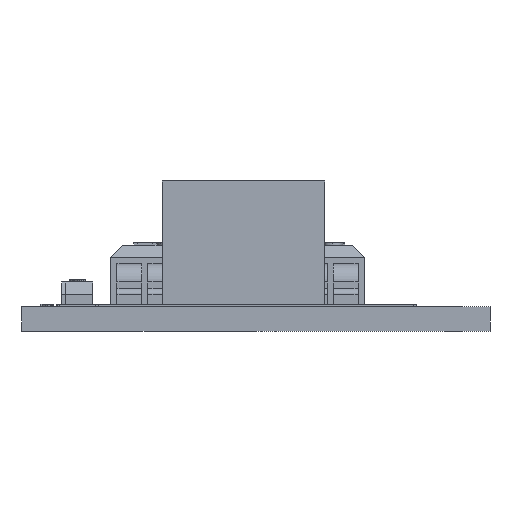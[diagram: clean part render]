
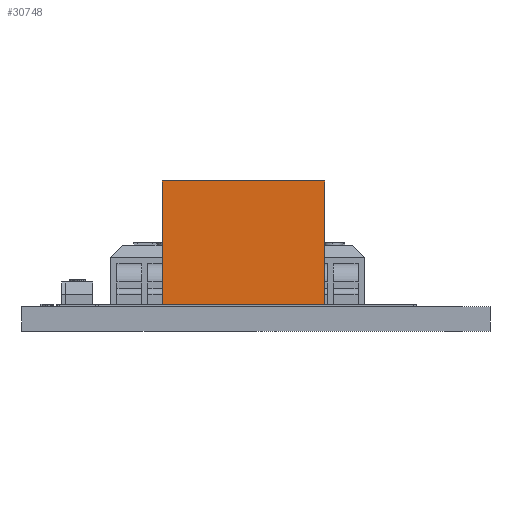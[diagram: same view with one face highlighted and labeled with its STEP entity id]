
A CAD part, left-side view. The second image highlights one B-rep face of the part: STEP entity #30748.
In plain terms, the highlighted planar face has unit normal (-1, 0, 0).
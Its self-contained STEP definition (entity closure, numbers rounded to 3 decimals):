
#2964=FACE_OUTER_BOUND('',#4695,.T.);
#4695=EDGE_LOOP('',(#26017,#26018,#26019,#26020));
#7817=LINE('',#51086,#11130);
#7818=LINE('',#51092,#11131);
#7819=LINE('',#51093,#11132);
#7820=LINE('',#51094,#11133);
#11130=VECTOR('',#37327,10.);
#11131=VECTOR('',#37334,10.);
#11132=VECTOR('',#37335,10.);
#11133=VECTOR('',#37336,10.);
#14167=VERTEX_POINT('',#51079);
#14170=VERTEX_POINT('',#51084);
#14171=VERTEX_POINT('',#51090);
#14172=VERTEX_POINT('',#51091);
#18214=EDGE_CURVE('',#14170,#14167,#7817,.T.);
#18216=EDGE_CURVE('',#14171,#14172,#7818,.T.);
#18217=EDGE_CURVE('',#14171,#14167,#7819,.T.);
#18218=EDGE_CURVE('',#14172,#14170,#7820,.T.);
#26017=ORIENTED_EDGE('',*,*,#18216,.F.);
#26018=ORIENTED_EDGE('',*,*,#18217,.T.);
#26019=ORIENTED_EDGE('',*,*,#18214,.F.);
#26020=ORIENTED_EDGE('',*,*,#18218,.F.);
#28069=PLANE('',#32095);
#30748=ADVANCED_FACE('',(#2964),#28069,.T.);
#32095=AXIS2_PLACEMENT_3D('',#51089,#37332,#37333);
#37327=DIRECTION('',(0.,-1.,0.));
#37332=DIRECTION('center_axis',(-1.,0.,0.));
#37333=DIRECTION('ref_axis',(0.,-1.,0.));
#37334=DIRECTION('',(0.,1.,0.));
#37335=DIRECTION('',(0.,0.,1.));
#37336=DIRECTION('',(0.,0.,1.));
#51079=CARTESIAN_POINT('',(5.75,5.2,6.1));
#51084=CARTESIAN_POINT('',(5.75,11.8,6.1));
#51086=CARTESIAN_POINT('',(5.75,11.8,6.1));
#51089=CARTESIAN_POINT('Origin',(5.75,11.8,1.));
#51090=CARTESIAN_POINT('',(5.75,5.2,1.));
#51091=CARTESIAN_POINT('',(5.75,11.8,1.));
#51092=CARTESIAN_POINT('',(5.75,9.9,1.));
#51093=CARTESIAN_POINT('',(5.75,5.2,1.));
#51094=CARTESIAN_POINT('',(5.75,11.8,1.));
